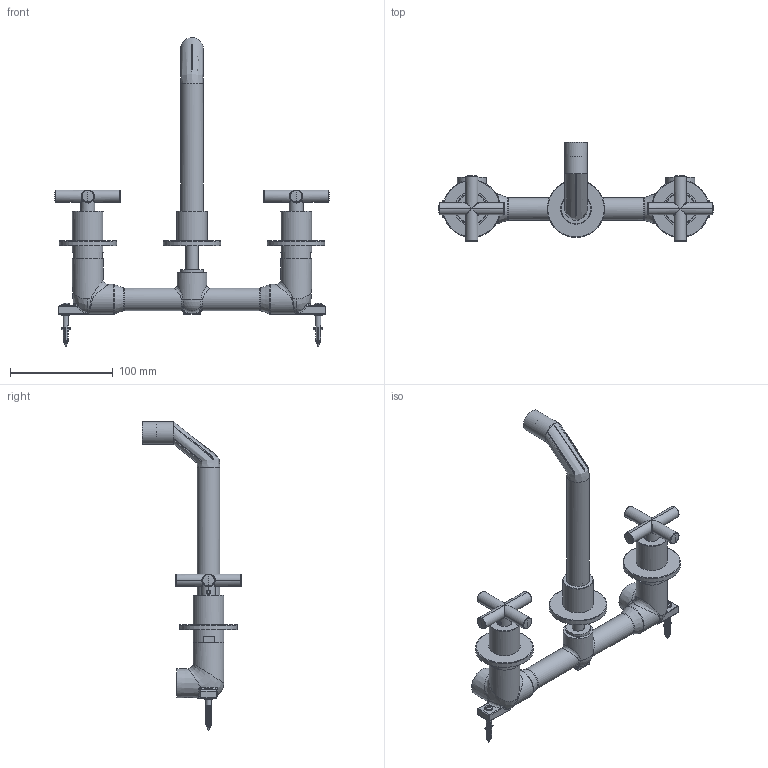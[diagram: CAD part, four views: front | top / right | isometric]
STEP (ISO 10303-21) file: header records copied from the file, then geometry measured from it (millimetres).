
FILE_DESCRIPTION(/* description */ (''),/* implementation_level */ '2;1');
FILE_NAME(/* name */ 'A010 14 00 00.stp',/* time_stamp */ '2021-01-12T12:10:49+08:00',/* author */ (''),/* organization */ (''),/* preprocessor_version */ 'ST-DEVELOPER v16.7',/* originating_system */ 'SIEMENS PLM Software NX 12.0',/* authorisation */ '');
FILE_SCHEMA (('AUTOMOTIVE_DESIGN { 1 0 10303 214 3 1 1 1 }'));
Length unit declared in the file: millimetre
Products named in the file (1): GT694C6F41svwu
Bounding box: 267.5 x 96.75 x 300.9 mm (x, y, z)
Volume: 204604.2 mm3; surface area: 159494.6 mm2
Topology: 34 solids, 34 shells, 1344 faces, 3344 edges, 2139 vertices
Faces by surface type: plane 553, cylinder 335, bspline 186, cone 143, torus 90, sphere 35, revolution 2
Full cylindrical faces by diameter (mm): 3.2 x2, 3.7 x2, 4 x6, 4.1 x2, 4.3 x2, 5 x2, 5.3 x2, 6 x2, 6.3 x2, 6.5 x2, 6.8 x2, 7 x2, 7.7 x2, 7.8 x4, 8.5 x3, 9 x2, 10 x4, 11.9 x1, 12 x6, 14 x1, 14.3 x4, 14.555 x2, 15 x3, 15.5 x1, 16 x2, 16.5 x3, 16.75 x1, 17 x2, 17.4 x2, 18 x4
Entity records: 66809 total; most frequent: CARTESIAN_POINT 37448, ORIENTED_EDGE 5858, DIRECTION 5717, EDGE_CURVE 2929, AXIS2_PLACEMENT_3D 2300, VERTEX_POINT 1984, EDGE_LOOP 1722, ADVANCED_FACE 1342
